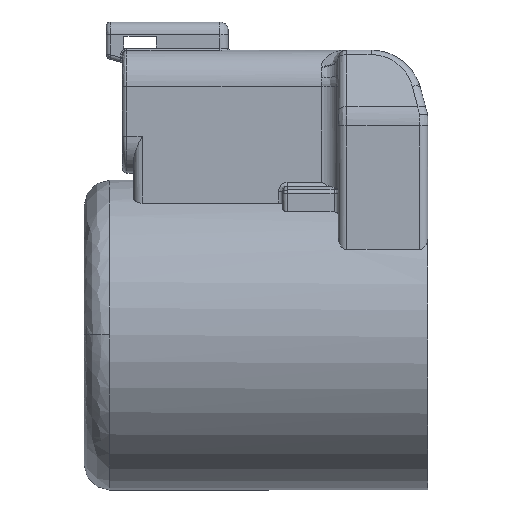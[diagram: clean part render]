
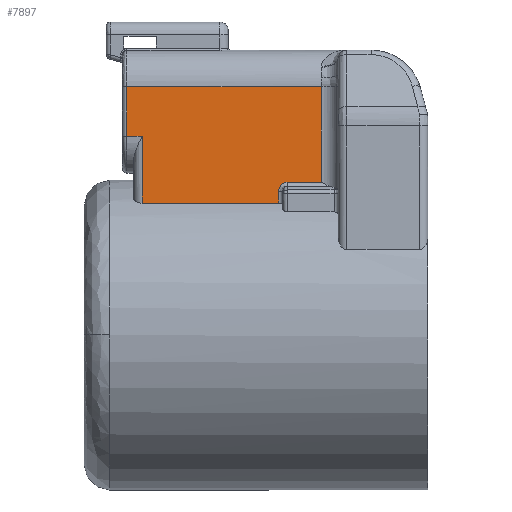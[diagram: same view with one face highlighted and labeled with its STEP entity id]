
A CAD part, top view. The second image highlights one B-rep face of the part: STEP entity #7897.
In plain terms, the highlighted planar face has unit normal (0, 0, 1).
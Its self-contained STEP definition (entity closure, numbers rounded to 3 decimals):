
#78 = LINE ( 'NONE', #6552, #7566 ) ;
#475 = LINE ( 'NONE', #1428, #5344 ) ;
#562 = FACE_OUTER_BOUND ( 'NONE', #10126, .T. ) ;
#799 = ORIENTED_EDGE ( 'NONE', *, *, #3396, .F. ) ;
#841 = LINE ( 'NONE', #12016, #8357 ) ;
#1291 = DIRECTION ( 'NONE',  ( 0., 0., -1. ) ) ;
#1404 = VERTEX_POINT ( 'NONE', #4958 ) ;
#1428 = CARTESIAN_POINT ( 'NONE',  ( 38., 37.7, 9.5 ) ) ;
#1634 = AXIS2_PLACEMENT_3D ( 'NONE', #7129, #1291, #8148 ) ;
#1675 = CARTESIAN_POINT ( 'NONE',  ( 34., 22.202, 9.5 ) ) ;
#1708 = DIRECTION ( 'NONE',  ( 1., 0., 0. ) ) ;
#1850 = DIRECTION ( 'NONE',  ( -1., 0., 0. ) ) ;
#1890 = CARTESIAN_POINT ( 'NONE',  ( 59.273, 22.202, 9.5 ) ) ;
#2228 = LINE ( 'NONE', #10319, #10052 ) ;
#2279 = ORIENTED_EDGE ( 'NONE', *, *, #7088, .F. ) ;
#2415 = DIRECTION ( 'NONE',  ( 0., -1., 0. ) ) ;
#2534 = VERTEX_POINT ( 'NONE', #11190 ) ;
#2688 = VECTOR ( 'NONE', #1850, 1000. ) ;
#2909 = EDGE_CURVE ( 'NONE', #5737, #10488, #3016, .T. ) ;
#3016 = LINE ( 'NONE', #1890, #2688 ) ;
#3215 = PLANE ( 'NONE',  #1634 ) ;
#3396 = EDGE_CURVE ( 'NONE', #3479, #3651, #841, .T. ) ;
#3479 = VERTEX_POINT ( 'NONE', #5187 ) ;
#3488 = EDGE_CURVE ( 'NONE', #2534, #11524, #6031, .T. ) ;
#3643 = CARTESIAN_POINT ( 'NONE',  ( 33.725, 22.17, 9.5 ) ) ;
#3651 = VERTEX_POINT ( 'NONE', #12309 ) ;
#3789 = B_SPLINE_CURVE_WITH_KNOTS ( 'NONE', 3,
 ( #1675, #7539, #3643, #10505, #4619, #11480, #5592, #12456 ),
 .UNSPECIFIED., .F., .F.,
 ( 4, 2, 2, 4 ),
 ( 0., 0.25, 0.5, 1. ),
 .UNSPECIFIED. ) ;
#3829 = CARTESIAN_POINT ( 'NONE',  ( 17., 37.7, 9.5 ) ) ;
#3994 = CARTESIAN_POINT ( 'NONE',  ( 59.273, 27.6, 9.5 ) ) ;
#4277 = CARTESIAN_POINT ( 'NONE',  ( 33., 37.7, 9.5 ) ) ;
#4308 = VECTOR ( 'NONE', #4801, 1000. ) ;
#4408 = DIRECTION ( 'NONE',  ( -1., 0., 0. ) ) ;
#4619 = CARTESIAN_POINT ( 'NONE',  ( 33.366, 21.965, 9.5 ) ) ;
#4744 = LINE ( 'NONE', #3994, #9988 ) ;
#4789 = EDGE_CURVE ( 'NONE', #10488, #2534, #3789, .T. ) ;
#4801 = DIRECTION ( 'NONE',  ( 0., 1., 0. ) ) ;
#4958 = CARTESIAN_POINT ( 'NONE',  ( 17., 27.6, 9.5 ) ) ;
#5187 = CARTESIAN_POINT ( 'NONE',  ( 15.2, 27.6, 9.5 ) ) ;
#5201 = CARTESIAN_POINT ( 'NONE',  ( 34., 22.202, 9.5 ) ) ;
#5284 = EDGE_CURVE ( 'NONE', #7527, #5737, #475, .T. ) ;
#5312 = ORIENTED_EDGE ( 'NONE', *, *, #4789, .F. ) ;
#5344 = VECTOR ( 'NONE', #2415, 1000. ) ;
#5592 = CARTESIAN_POINT ( 'NONE',  ( 33., 21.376, 9.5 ) ) ;
#5737 = VERTEX_POINT ( 'NONE', #9529 ) ;
#6031 = LINE ( 'NONE', #4277, #8052 ) ;
#6058 = ORIENTED_EDGE ( 'NONE', *, *, #6817, .F. ) ;
#6152 = ORIENTED_EDGE ( 'NONE', *, *, #7174, .F. ) ;
#6552 = CARTESIAN_POINT ( 'NONE',  ( 59.273, 33.4, 9.5 ) ) ;
#6817 = EDGE_CURVE ( 'NONE', #11524, #12238, #2228, .T. ) ;
#7088 = EDGE_CURVE ( 'NONE', #12238, #1404, #12124, .T. ) ;
#7129 = CARTESIAN_POINT ( 'NONE',  ( 59.273, 37.7, 9.5 ) ) ;
#7174 = EDGE_CURVE ( 'NONE', #1404, #3479, #4744, .T. ) ;
#7329 = CARTESIAN_POINT ( 'NONE',  ( 17., 19.765, 9.5 ) ) ;
#7409 = ORIENTED_EDGE ( 'NONE', *, *, #11059, .F. ) ;
#7527 = VERTEX_POINT ( 'NONE', #12497 ) ;
#7539 = CARTESIAN_POINT ( 'NONE',  ( 33.861, 22.202, 9.5 ) ) ;
#7566 = VECTOR ( 'NONE', #1708, 1000. ) ;
#7897 = ADVANCED_FACE ( '0:92', ( #562 ), #3215, .F. ) ;
#7926 = ORIENTED_EDGE ( 'NONE', *, *, #2909, .F. ) ;
#8052 = VECTOR ( 'NONE', #12070, 1000. ) ;
#8144 = DIRECTION ( 'NONE',  ( 0., 1., 0. ) ) ;
#8148 = DIRECTION ( 'NONE',  ( 0., 1., 0. ) ) ;
#8357 = VECTOR ( 'NONE', #8144, 1000. ) ;
#9529 = CARTESIAN_POINT ( 'NONE',  ( 38., 22.202, 9.5 ) ) ;
#9988 = VECTOR ( 'NONE', #10866, 1000. ) ;
#10052 = VECTOR ( 'NONE', #4408, 1000. ) ;
#10126 = EDGE_LOOP ( 'NONE', ( #11074, #5312, #7926, #11506, #7409, #799, #6152, #2279, #6058 ) ) ;
#10319 = CARTESIAN_POINT ( 'NONE',  ( 50.5, 19.765, 9.5 ) ) ;
#10402 = CARTESIAN_POINT ( 'NONE',  ( 33., 19.765, 9.5 ) ) ;
#10488 = VERTEX_POINT ( 'NONE', #5201 ) ;
#10505 = CARTESIAN_POINT ( 'NONE',  ( 33.476, 22.051, 9.5 ) ) ;
#10866 = DIRECTION ( 'NONE',  ( -1., 0., 0. ) ) ;
#11059 = EDGE_CURVE ( 'NONE', #3651, #7527, #78, .T. ) ;
#11074 = ORIENTED_EDGE ( 'NONE', *, *, #3488, .F. ) ;
#11190 = CARTESIAN_POINT ( 'NONE',  ( 33., 21.1, 9.5 ) ) ;
#11480 = CARTESIAN_POINT ( 'NONE',  ( 33.094, 21.651, 9.5 ) ) ;
#11506 = ORIENTED_EDGE ( 'NONE', *, *, #5284, .F. ) ;
#11524 = VERTEX_POINT ( 'NONE', #10402 ) ;
#12016 = CARTESIAN_POINT ( 'NONE',  ( 15.2, 37.7, 9.5 ) ) ;
#12070 = DIRECTION ( 'NONE',  ( 0., -1., 0. ) ) ;
#12124 = LINE ( 'NONE', #3829, #4308 ) ;
#12238 = VERTEX_POINT ( 'NONE', #7329 ) ;
#12309 = CARTESIAN_POINT ( 'NONE',  ( 15.2, 33.4, 9.5 ) ) ;
#12456 = CARTESIAN_POINT ( 'NONE',  ( 33., 21.1, 9.5 ) ) ;
#12497 = CARTESIAN_POINT ( 'NONE',  ( 38., 33.4, 9.5 ) ) ;
